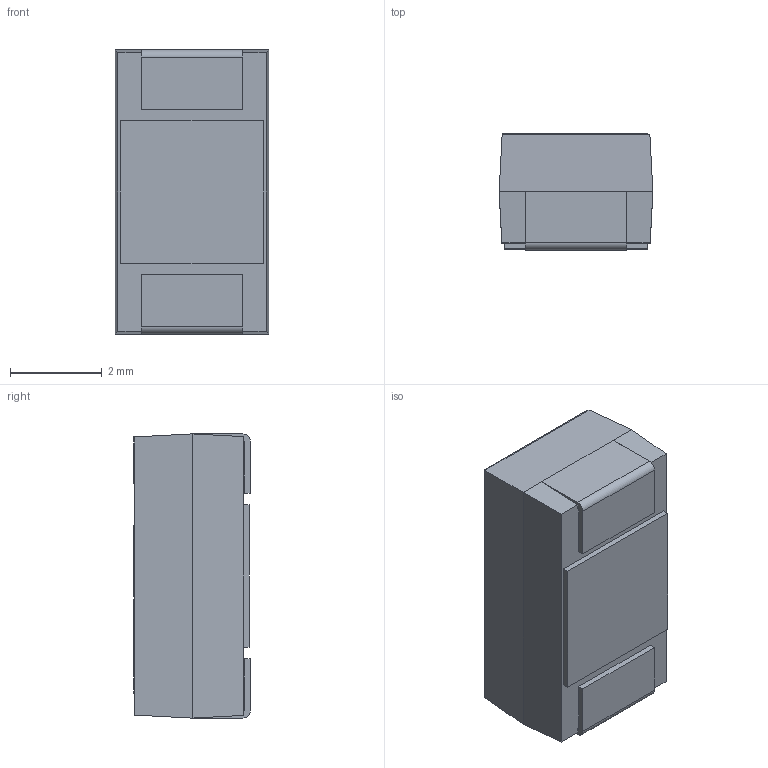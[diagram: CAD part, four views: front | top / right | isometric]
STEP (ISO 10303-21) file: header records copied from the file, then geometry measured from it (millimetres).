
FILE_DESCRIPTION(/* description */ ('293D C-CASE'),/* implementation_level */ '2;1');
FILE_NAME(/* name */ '293D C-CASE.stp',/* time_stamp */ '2018-01-29T09:13:10+02:00',/* author */ ('SAkselrod'),/* organization */ (''),/* preprocessor_version */ 'ST-DEVELOPER v16.5',/* originating_system */ 'Autodesk Inventor 2017',/* authorisation */ '');
FILE_SCHEMA (('AUTOMOTIVE_DESIGN { 1 0 10303 214 3 1 1 }'));
Length unit declared in the file: inch
Products named in the file (1): 293D C-CASE
Bounding box: 3.35 x 2.54 x 6.2 mm (x, y, z)
Volume: 49.9 mm3; surface area: 99 mm2
Topology: 1 solids, 1 shells, 149 faces, 393 edges, 257 vertices
Faces by surface type: plane 130, bspline 11, cylinder 8
Full cylindrical faces by diameter (mm): 1.27 x1, 1.524 x1
Entity records: 4779 total; most frequent: CARTESIAN_POINT 935, ORIENTED_EDGE 782, DIRECTION 671, EDGE_CURVE 391, LINE 349, VECTOR 349, VERTEX_POINT 257, EDGE_LOOP 162
